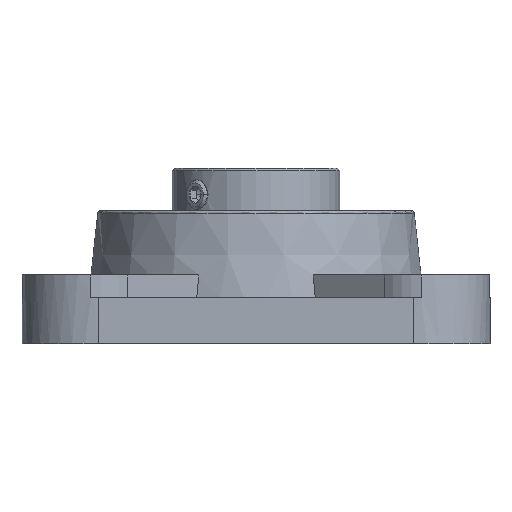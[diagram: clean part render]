
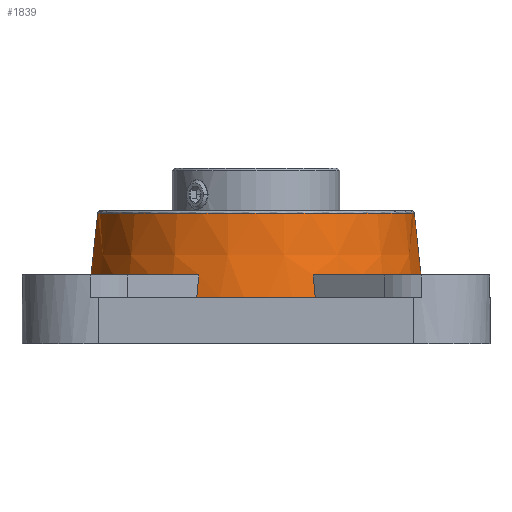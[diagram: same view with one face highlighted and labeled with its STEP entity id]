
A CAD part, front view. The second image highlights one B-rep face of the part: STEP entity #1839.
In plain terms, the highlighted conical face has half-angle 6.233 degrees and reference radius 34 mm.
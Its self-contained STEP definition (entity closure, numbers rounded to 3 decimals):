
#56 = CARTESIAN_POINT ( 'NONE',  ( -31.8, -12.032, -6.573 ) ) ;
#79 = CARTESIAN_POINT ( 'NONE',  ( -34., 0., -6.573 ) ) ;
#111 = EDGE_CURVE ( 'NONE', #6175, #2310, #1343, .T. ) ;
#185 = CARTESIAN_POINT ( 'NONE',  ( 34., 0., -6.573 ) ) ;
#226 = CARTESIAN_POINT ( 'NONE',  ( 31.8, -12.032, -6.573 ) ) ;
#384 = DIRECTION ( 'NONE',  ( -0.109, 0., -0.994 ) ) ;
#388 = EDGE_CURVE ( 'NONE', #4867, #3136, #1811, .T. ) ;
#423 = CARTESIAN_POINT ( 'NONE',  ( -11.597, -31.429, -2. ) ) ;
#547 = CONICAL_SURFACE ( 'NONE', #1976, 34., 0.109 ) ;
#607 = EDGE_CURVE ( 'NONE', #2946, #3136, #1347, .T. ) ;
#654 = AXIS2_PLACEMENT_3D ( 'NONE', #1734, #5264, #5197 ) ;
#698 = LINE ( 'NONE', #185, #4384 ) ;
#732 = CARTESIAN_POINT ( 'NONE',  ( 0., 0., -2. ) ) ;
#752 = EDGE_LOOP ( 'NONE', ( #6382, #6285, #2544, #1403, #3188, #3319, #5538, #5339, #3040, #5519, #1776, #3992 ) ) ;
#764 = DIRECTION ( 'NONE',  ( -1., 0., 0. ) ) ;
#801 = CARTESIAN_POINT ( 'NONE',  ( -32.129, 0., 10.554 ) ) ;
#929 = VERTEX_POINT ( 'NONE', #79 ) ;
#977 = EDGE_CURVE ( 'NONE', #6235, #2788, #1511, .T. ) ;
#1063 = EDGE_CURVE ( 'NONE', #4431, #1477, #2363, .T. ) ;
#1160 = CARTESIAN_POINT ( 'NONE',  ( 31.429, -11.597, -2. ) ) ;
#1217 = CARTESIAN_POINT ( 'NONE',  ( -11.597, -31.429, -2. ) ) ;
#1343 = CIRCLE ( 'NONE', #3625, 34. ) ;
#1345 = LINE ( 'NONE', #3417, #3331 ) ;
#1347 = CIRCLE ( 'NONE', #2072, 33.501 ) ;
#1381 = CARTESIAN_POINT ( 'NONE',  ( 31.429, -11.597, -2. ) ) ;
#1402 = DIRECTION ( 'NONE',  ( 0., 0., -1. ) ) ;
#1403 = ORIENTED_EDGE ( 'NONE', *, *, #4319, .F. ) ;
#1469 = CARTESIAN_POINT ( 'NONE',  ( 11.597, -31.429, -2. ) ) ;
#1477 = VERTEX_POINT ( 'NONE', #5335 ) ;
#1508 = DIRECTION ( 'NONE',  ( 0., 1., 0. ) ) ;
#1511 = B_SPLINE_CURVE_WITH_KNOTS ( 'NONE', 3,
 ( #6068, #2016, #2508, #56 ),
 .UNSPECIFIED., .F., .F.,
 ( 4, 4 ),
 ( 0., 0.005 ),
 .UNSPECIFIED. ) ;
#1666 = EDGE_CURVE ( 'NONE', #2946, #2310, #1885, .T. ) ;
#1734 = CARTESIAN_POINT ( 'NONE',  ( 0., 0., -6.573 ) ) ;
#1753 = DIRECTION ( 'NONE',  ( -1., 0., 0. ) ) ;
#1776 = ORIENTED_EDGE ( 'NONE', *, *, #1666, .T. ) ;
#1811 = B_SPLINE_CURVE_WITH_KNOTS ( 'NONE', 3,
 ( #6334, #3844, #2320, #1469 ),
 .UNSPECIFIED., .F., .F.,
 ( 4, 4 ),
 ( 0., 0.005 ),
 .UNSPECIFIED. ) ;
#1839 = ADVANCED_FACE ( 'NONE', ( #6359 ), #547, .T. ) ;
#1885 = B_SPLINE_CURVE_WITH_KNOTS ( 'NONE', 3,
 ( #1160, #6329, #2837, #226 ),
 .UNSPECIFIED., .F., .F.,
 ( 4, 4 ),
 ( 0., 0.005 ),
 .UNSPECIFIED. ) ;
#1888 = CIRCLE ( 'NONE', #654, 34. ) ;
#1894 = DIRECTION ( 'NONE',  ( 0., 0., -1. ) ) ;
#1923 = CARTESIAN_POINT ( 'NONE',  ( 32.129, 0., 10.554 ) ) ;
#1950 = CARTESIAN_POINT ( 'NONE',  ( -31.8, -12.032, -6.573 ) ) ;
#1976 = AXIS2_PLACEMENT_3D ( 'NONE', #5871, #1402, #4399 ) ;
#1989 = DIRECTION ( 'NONE',  ( -1., 0., 0. ) ) ;
#2016 = CARTESIAN_POINT ( 'NONE',  ( -31.553, -11.742, -3.524 ) ) ;
#2027 = CARTESIAN_POINT ( 'NONE',  ( 31.8, -12.032, -6.573 ) ) ;
#2072 = AXIS2_PLACEMENT_3D ( 'NONE', #732, #6135, #1753 ) ;
#2092 = CARTESIAN_POINT ( 'NONE',  ( 0., 0., -6.573 ) ) ;
#2200 = CIRCLE ( 'NONE', #3958, 32.129 ) ;
#2203 = AXIS2_PLACEMENT_3D ( 'NONE', #3260, #4761, #764 ) ;
#2306 = CIRCLE ( 'NONE', #2203, 34. ) ;
#2310 = VERTEX_POINT ( 'NONE', #2027 ) ;
#2320 = CARTESIAN_POINT ( 'NONE',  ( 11.742, -31.553, -3.524 ) ) ;
#2363 = B_SPLINE_CURVE_WITH_KNOTS ( 'NONE', 3,
 ( #423, #2460, #6345, #2431 ),
 .UNSPECIFIED., .F., .F.,
 ( 4, 4 ),
 ( 0., 0.005 ),
 .UNSPECIFIED. ) ;
#2431 = CARTESIAN_POINT ( 'NONE',  ( -12.032, -31.8, -6.573 ) ) ;
#2460 = CARTESIAN_POINT ( 'NONE',  ( -11.742, -31.553, -3.524 ) ) ;
#2508 = CARTESIAN_POINT ( 'NONE',  ( -31.677, -11.887, -5.049 ) ) ;
#2544 = ORIENTED_EDGE ( 'NONE', *, *, #2926, .T. ) ;
#2749 = CARTESIAN_POINT ( 'NONE',  ( -31.429, -11.597, -2. ) ) ;
#2788 = VERTEX_POINT ( 'NONE', #1950 ) ;
#2837 = CARTESIAN_POINT ( 'NONE',  ( 31.677, -11.887, -5.049 ) ) ;
#2926 = EDGE_CURVE ( 'NONE', #4219, #929, #1345, .T. ) ;
#2946 = VERTEX_POINT ( 'NONE', #1381 ) ;
#3040 = ORIENTED_EDGE ( 'NONE', *, *, #388, .T. ) ;
#3094 = EDGE_CURVE ( 'NONE', #4431, #6235, #4275, .T. ) ;
#3136 = VERTEX_POINT ( 'NONE', #4013 ) ;
#3188 = ORIENTED_EDGE ( 'NONE', *, *, #977, .F. ) ;
#3232 = CARTESIAN_POINT ( 'NONE',  ( 34., 0., -6.573 ) ) ;
#3260 = CARTESIAN_POINT ( 'NONE',  ( 0., 0., -6.573 ) ) ;
#3319 = ORIENTED_EDGE ( 'NONE', *, *, #3094, .F. ) ;
#3331 = VECTOR ( 'NONE', #384, 1000. ) ;
#3395 = EDGE_CURVE ( 'NONE', #3810, #6175, #698, .T. ) ;
#3417 = CARTESIAN_POINT ( 'NONE',  ( -34., 0., -6.573 ) ) ;
#3625 = AXIS2_PLACEMENT_3D ( 'NONE', #2092, #4078, #5592 ) ;
#3810 = VERTEX_POINT ( 'NONE', #1923 ) ;
#3844 = CARTESIAN_POINT ( 'NONE',  ( 11.887, -31.677, -5.049 ) ) ;
#3948 = EDGE_CURVE ( 'NONE', #3810, #4219, #2200, .T. ) ;
#3958 = AXIS2_PLACEMENT_3D ( 'NONE', #4381, #1894, #1508 ) ;
#3992 = ORIENTED_EDGE ( 'NONE', *, *, #111, .F. ) ;
#4013 = CARTESIAN_POINT ( 'NONE',  ( 11.597, -31.429, -2. ) ) ;
#4078 = DIRECTION ( 'NONE',  ( 0., 0., -1. ) ) ;
#4219 = VERTEX_POINT ( 'NONE', #801 ) ;
#4275 = CIRCLE ( 'NONE', #6257, 33.501 ) ;
#4319 = EDGE_CURVE ( 'NONE', #2788, #929, #1888, .T. ) ;
#4381 = CARTESIAN_POINT ( 'NONE',  ( 0., 0., 10.554 ) ) ;
#4384 = VECTOR ( 'NONE', #6168, 1000. ) ;
#4399 = DIRECTION ( 'NONE',  ( -1., 0., 0. ) ) ;
#4431 = VERTEX_POINT ( 'NONE', #1217 ) ;
#4439 = EDGE_CURVE ( 'NONE', #4867, #1477, #2306, .T. ) ;
#4761 = DIRECTION ( 'NONE',  ( 0., 0., -1. ) ) ;
#4867 = VERTEX_POINT ( 'NONE', #6126 ) ;
#5197 = DIRECTION ( 'NONE',  ( -1., 0., 0. ) ) ;
#5264 = DIRECTION ( 'NONE',  ( 0., 0., -1. ) ) ;
#5335 = CARTESIAN_POINT ( 'NONE',  ( -12.032, -31.8, -6.573 ) ) ;
#5339 = ORIENTED_EDGE ( 'NONE', *, *, #4439, .F. ) ;
#5519 = ORIENTED_EDGE ( 'NONE', *, *, #607, .F. ) ;
#5538 = ORIENTED_EDGE ( 'NONE', *, *, #1063, .T. ) ;
#5556 = DIRECTION ( 'NONE',  ( 0., 0., -1. ) ) ;
#5590 = CARTESIAN_POINT ( 'NONE',  ( 0., 0., -2. ) ) ;
#5592 = DIRECTION ( 'NONE',  ( -1., 0., 0. ) ) ;
#5871 = CARTESIAN_POINT ( 'NONE',  ( 0., 0., -6.573 ) ) ;
#6068 = CARTESIAN_POINT ( 'NONE',  ( -31.429, -11.597, -2. ) ) ;
#6126 = CARTESIAN_POINT ( 'NONE',  ( 12.032, -31.8, -6.573 ) ) ;
#6135 = DIRECTION ( 'NONE',  ( 0., 0., -1. ) ) ;
#6168 = DIRECTION ( 'NONE',  ( 0.109, 0., -0.994 ) ) ;
#6175 = VERTEX_POINT ( 'NONE', #3232 ) ;
#6235 = VERTEX_POINT ( 'NONE', #2749 ) ;
#6257 = AXIS2_PLACEMENT_3D ( 'NONE', #5590, #5556, #1989 ) ;
#6285 = ORIENTED_EDGE ( 'NONE', *, *, #3948, .T. ) ;
#6329 = CARTESIAN_POINT ( 'NONE',  ( 31.553, -11.742, -3.524 ) ) ;
#6334 = CARTESIAN_POINT ( 'NONE',  ( 12.032, -31.8, -6.573 ) ) ;
#6345 = CARTESIAN_POINT ( 'NONE',  ( -11.887, -31.677, -5.049 ) ) ;
#6359 = FACE_OUTER_BOUND ( 'NONE', #752, .T. ) ;
#6382 = ORIENTED_EDGE ( 'NONE', *, *, #3395, .F. ) ;
